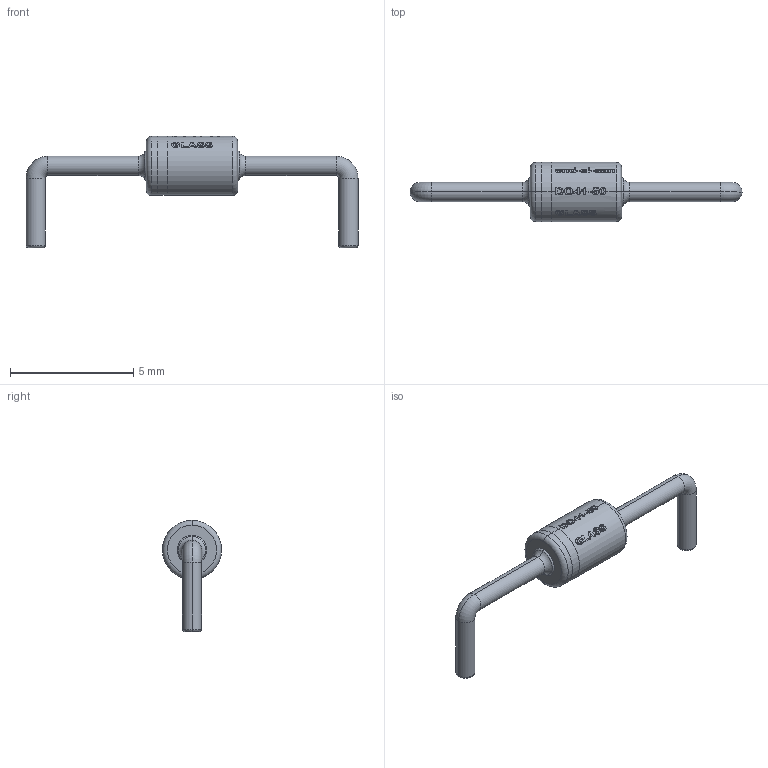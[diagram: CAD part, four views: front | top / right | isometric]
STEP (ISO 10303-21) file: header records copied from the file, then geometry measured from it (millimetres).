
FILE_DESCRIPTION (( 'STEP AP214' ), '1' );
FILE_NAME ('User Library-DO-41G-50.STEP', '2017-04-10T09:48:29', ( 'Windows User' ), ( '' ), 'SwSTEP 2.0', 'SolidWorks 2017', '' );
FILE_SCHEMA (( 'AUTOMOTIVE_DESIGN' ));
Length unit declared in the file: millimetre
Products named in the file (1): User Library-DO-41G-50
Bounding box: 13.48 x 2.4 x 4.52 mm (x, y, z)
Volume: 24 mm3; surface area: 72.2 mm2
Topology: 1 solids, 1 shells, 71 faces, 390 edges, 349 vertices
Faces by surface type: cylinder 45, torus 20, plane 6
Entity records: 5699 total; most frequent: CARTESIAN_POINT 2033, ORIENTED_EDGE 780, EDGE_CURVE 390, DIRECTION 383, VERTEX_POINT 349, B_SPLINE_CURVE_WITH_KNOTS 247, AXIS2_PLACEMENT_3D 168, EDGE_LOOP 99
